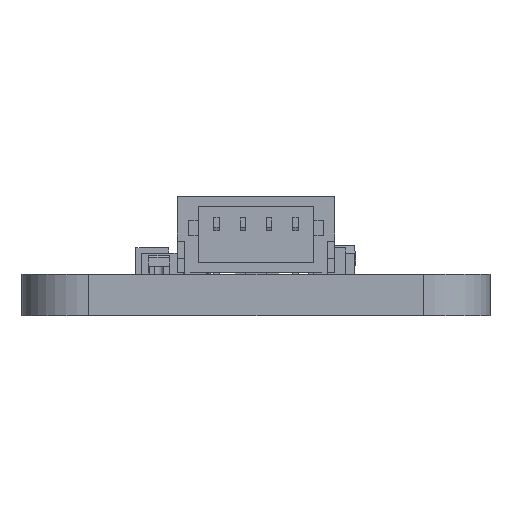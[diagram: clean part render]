
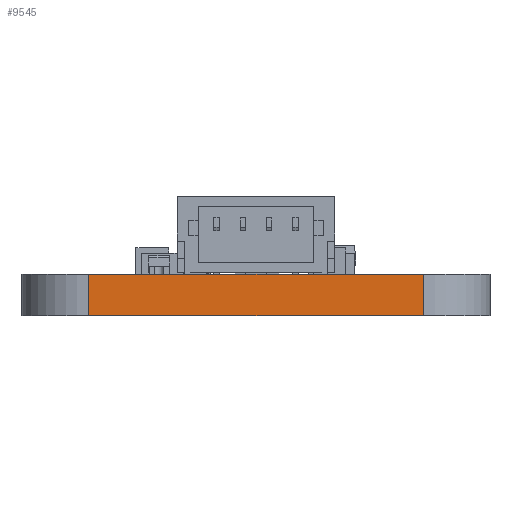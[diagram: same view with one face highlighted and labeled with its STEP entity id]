
A CAD part, left-side view. The second image highlights one B-rep face of the part: STEP entity #9545.
In plain terms, the highlighted planar face has unit normal (-1, 0, 0).
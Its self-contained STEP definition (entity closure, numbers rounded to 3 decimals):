
#174=PLANE('',#10239);
#625=FACE_OUTER_BOUND('',#1130,.T.);
#1130=EDGE_LOOP('',(#6527,#6528,#6529,#6530));
#1710=LINE('',#13647,#2872);
#1711=LINE('',#13650,#2873);
#1712=LINE('',#13652,#2874);
#1713=LINE('',#13653,#2875);
#2872=VECTOR('',#11112,10.);
#2873=VECTOR('',#11115,10.);
#2874=VECTOR('',#11116,10.);
#2875=VECTOR('',#11117,10.);
#4227=VERTEX_POINT('',#13643);
#4228=VERTEX_POINT('',#13645);
#4229=VERTEX_POINT('',#13649);
#4230=VERTEX_POINT('',#13651);
#5146=EDGE_CURVE('',#4227,#4228,#1710,.T.);
#5147=EDGE_CURVE('',#4229,#4227,#1711,.T.);
#5148=EDGE_CURVE('',#4230,#4228,#1712,.T.);
#5149=EDGE_CURVE('',#4229,#4230,#1713,.T.);
#6527=ORIENTED_EDGE('',*,*,#5147,.T.);
#6528=ORIENTED_EDGE('',*,*,#5146,.T.);
#6529=ORIENTED_EDGE('',*,*,#5148,.F.);
#6530=ORIENTED_EDGE('',*,*,#5149,.F.);
#9545=ADVANCED_FACE('',(#625),#174,.T.);
#10239=AXIS2_PLACEMENT_3D('',#13648,#11113,#11114);
#11112=DIRECTION('',(0.,0.,1.));
#11113=DIRECTION('center_axis',(-1.,0.,0.));
#11114=DIRECTION('ref_axis',(0.,-1.,0.));
#11115=DIRECTION('',(0.,-1.,0.));
#11116=DIRECTION('',(0.,-1.,0.));
#11117=DIRECTION('',(0.,0.,1.));
#13643=CARTESIAN_POINT('',(0.,2.54,0.));
#13645=CARTESIAN_POINT('',(0.,2.54,1.57));
#13647=CARTESIAN_POINT('',(0.,2.54,0.));
#13648=CARTESIAN_POINT('Origin',(0.,15.24,0.));
#13649=CARTESIAN_POINT('',(0.,15.24,0.));
#13650=CARTESIAN_POINT('',(0.,15.24,0.));
#13651=CARTESIAN_POINT('',(0.,15.24,1.57));
#13652=CARTESIAN_POINT('',(0.,15.24,1.57));
#13653=CARTESIAN_POINT('',(0.,15.24,0.));
